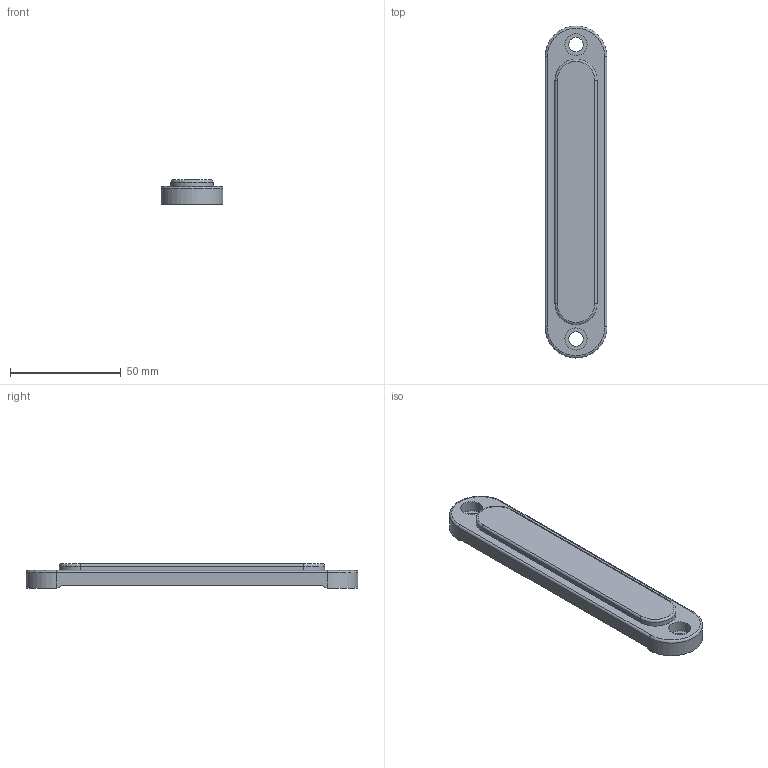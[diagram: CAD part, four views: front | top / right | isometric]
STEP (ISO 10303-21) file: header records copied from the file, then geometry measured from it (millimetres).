
FILE_DESCRIPTION(/* description */ (''),/* implementation_level */ '2;1');
FILE_NAME(/* name */ 'DAIERTEK 48V 6 x M8 Bus Bar.step',/* time_stamp */ '2026-02-23T17:17:00-05:00',/* author */ (''),/* organization */ (''),/* preprocessor_version */ 'ST-DEVELOPER v20.1',/* originating_system */ 'Autodesk Translation Framework v14.24.0.0',/* authorisation */ '');
FILE_SCHEMA (('AUTOMOTIVE_DESIGN { 1 0 10303 214 3 1 1 }'));
Length unit declared in the file: millimetre
Products named in the file (1): 2026-01-24-02-17-09-096
Bounding box: 28 x 150 x 11 mm (x, y, z)
Volume: 34390.3 mm3; surface area: 11325.8 mm2
Topology: 1 solids, 1 shells, 29 faces, 60 edges, 36 vertices
Faces by surface type: plane 13, cylinder 12, torus 4
Full cylindrical faces by diameter (mm): 6.5 x2, 10 x2
Entity records: 807 total; most frequent: DIRECTION 148, CARTESIAN_POINT 126, ORIENTED_EDGE 120, EDGE_CURVE 60, AXIS2_PLACEMENT_3D 58, EDGE_LOOP 36, VERTEX_POINT 36, LINE 32
